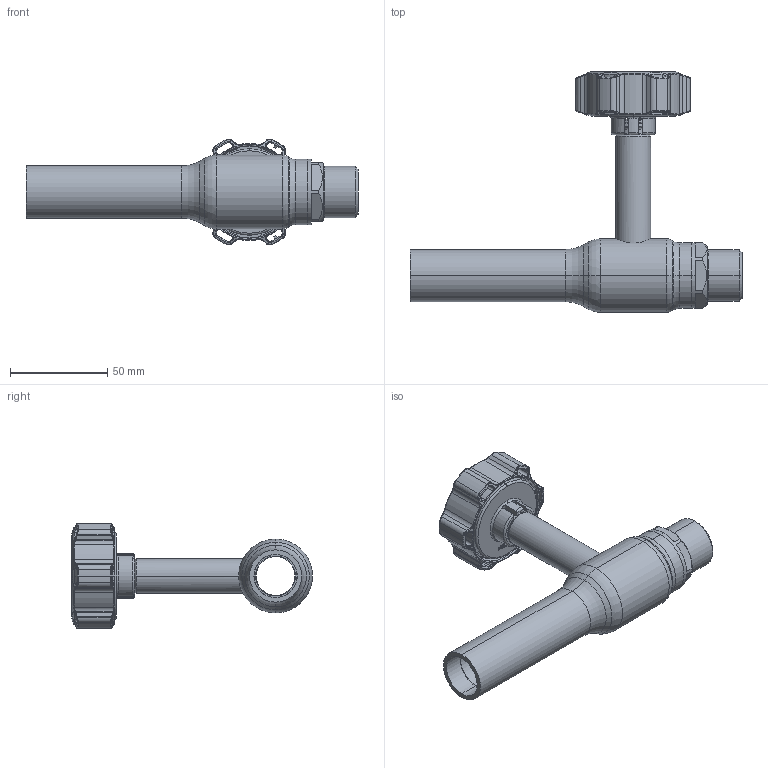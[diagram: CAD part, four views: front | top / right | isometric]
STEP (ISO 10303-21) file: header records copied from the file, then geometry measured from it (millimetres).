
FILE_DESCRIPTION (( 'STEP AP214' ), '1' );
FILE_NAME ('1020003701-2201.step', '2023-09-15T09:44:23', ( '' ), ( '' ), 'SwSTEP 2.0', 'SolidWorks 2021', '' );
FILE_SCHEMA (( 'AUTOMOTIVE_DESIGN' ));
Length unit declared in the file: millimetre
Products named in the file (1): 1020003701-2201
Bounding box: 171 x 124.1 x 54.57 mm (x, y, z)
Surface area: 42261.9 mm2 (no closed solid volume)
Topology: 0 solids, 8 shells, 518 faces, 1476 edges, 948 vertices
Faces by surface type: bspline 163, cylinder 130, plane 94, torus 81, cone 50
Entity records: 31496 total; most frequent: CARTESIAN_POINT 13820, ORIENTED_EDGE 2643, DIRECTION 2131, EDGE_CURVE 1476, VERTEX_POINT 948, AXIS2_PLACEMENT_3D 856, EDGE_LOOP 552, B_SPLINE_CURVE_WITH_KNOTS 527
